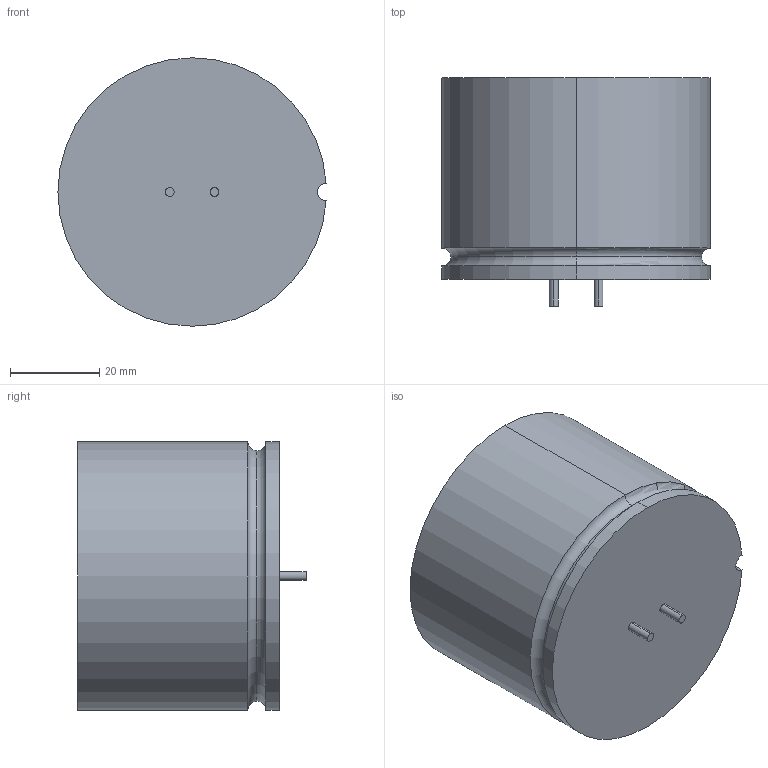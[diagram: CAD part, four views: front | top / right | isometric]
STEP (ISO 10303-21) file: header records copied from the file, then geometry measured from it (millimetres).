
FILE_DESCRIPTION (( 'STEP AP203' ), '1' );
FILE_NAME ('Epcos_B43252A9337M000.STEP', '2015-04-01T11:58:50', ( 'punk' ), ( '' ), 'SwSTEP 2.0', 'SolidWorks 2014', '' );
FILE_SCHEMA (( 'CONFIG_CONTROL_DESIGN' ));
Length unit declared in the file: millimetre
Products named in the file (1): Epcos_B43252A9337M000
Bounding box: 59.93 x 51 x 60 mm (x, y, z)
Volume: 125863.7 mm3; surface area: 14661.5 mm2
Topology: 1 solids, 1 shells, 22 faces, 45 edges, 27 vertices
Faces by surface type: cylinder 12, torus 6, plane 4
Entity records: 715 total; most frequent: CARTESIAN_POINT 155, DIRECTION 116, ORIENTED_EDGE 90, AXIS2_PLACEMENT_3D 52, EDGE_CURVE 45, CIRCLE 29, VERTEX_POINT 27, EDGE_LOOP 24
